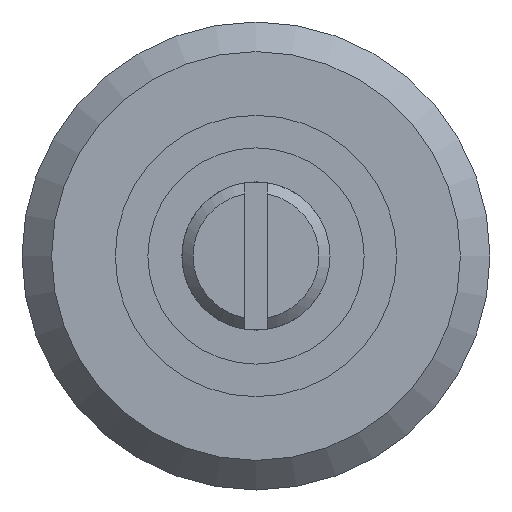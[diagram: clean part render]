
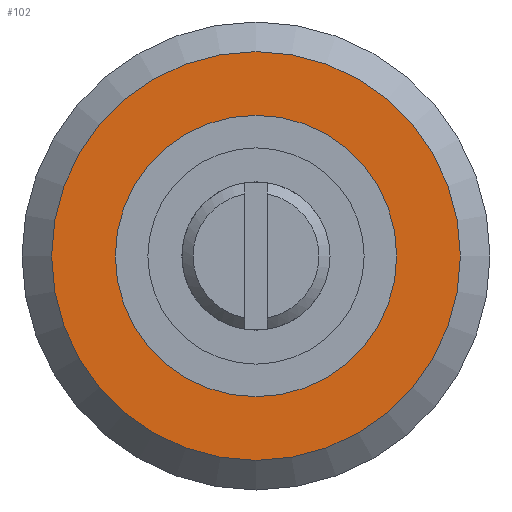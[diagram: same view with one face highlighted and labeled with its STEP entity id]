
A CAD part, left-side view. The second image highlights one B-rep face of the part: STEP entity #102.
In plain terms, the highlighted planar face has unit normal (-1, 0, 0).
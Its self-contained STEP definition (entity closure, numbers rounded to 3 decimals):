
#48=PLANE('',#501);
#102=ADVANCED_FACE('',(#174,#175),#48,.F.);
#174=FACE_BOUND('',#215,.T.);
#175=FACE_BOUND('',#216,.T.);
#215=EDGE_LOOP('',(#292));
#216=EDGE_LOOP('',(#293));
#292=ORIENTED_EDGE('',*,*,#422,.F.);
#293=ORIENTED_EDGE('',*,*,#423,.T.);
#375=VERTEX_POINT('',#769);
#376=VERTEX_POINT('',#772);
#422=EDGE_CURVE('',#375,#375,#455,.T.);
#423=EDGE_CURVE('',#376,#376,#456,.T.);
#455=CIRCLE('',#498,9.5);
#456=CIRCLE('',#500,13.8);
#498=AXIS2_PLACEMENT_3D('',#768,#603,#604);
#500=AXIS2_PLACEMENT_3D('',#771,#607,#608);
#501=AXIS2_PLACEMENT_3D('',#773,#609,#610);
#603=DIRECTION('',(-1.,0.,0.));
#604=DIRECTION('',(0.,-1.,0.));
#607=DIRECTION('',(-1.,0.,0.));
#608=DIRECTION('',(0.,-1.,0.));
#609=DIRECTION('',(1.,0.,0.));
#610=DIRECTION('',(0.,1.,0.));
#768=CARTESIAN_POINT('',(36539.055,-29833.288,0.));
#769=CARTESIAN_POINT('',(36539.055,-29842.788,0.));
#771=CARTESIAN_POINT('',(36539.055,-29833.288,0.));
#772=CARTESIAN_POINT('',(36539.055,-29847.088,0.));
#773=CARTESIAN_POINT('',(36539.055,-29819.488,0.));
